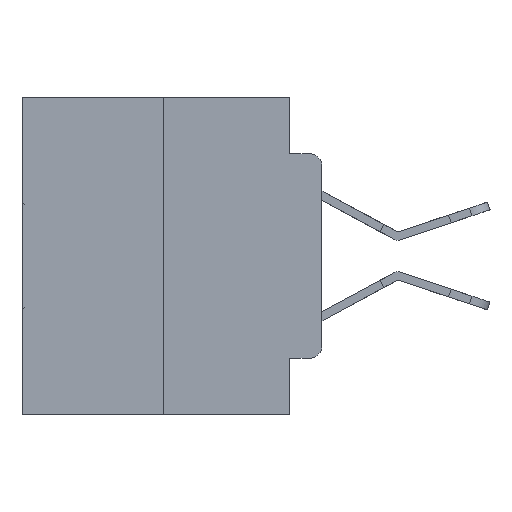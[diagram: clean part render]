
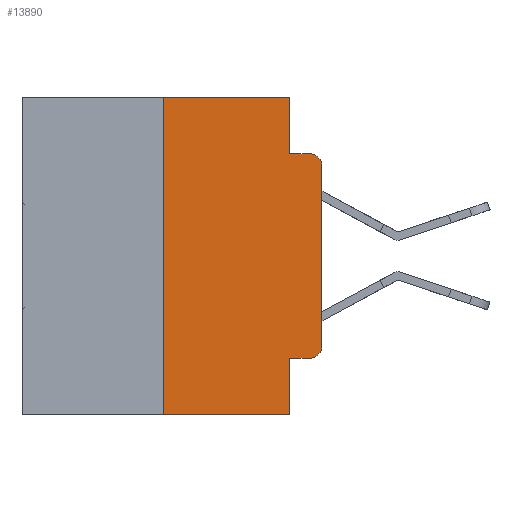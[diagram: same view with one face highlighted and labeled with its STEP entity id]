
A CAD part, left-side view. The second image highlights one B-rep face of the part: STEP entity #13890.
In plain terms, the highlighted planar face has unit normal (-1, 0, 0).
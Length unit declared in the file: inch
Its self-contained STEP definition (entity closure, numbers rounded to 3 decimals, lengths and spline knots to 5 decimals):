
#101 = CARTESIAN_POINT ( 'NONE',  ( 0., 0.25, 0. ) ) ;
#176 = VERTEX_POINT ( 'NONE', #23241 ) ;
#301 = VERTEX_POINT ( 'NONE', #29916 ) ;
#626 = EDGE_CURVE ( 'NONE', #301, #13706, #25218, .T. ) ;
#1028 = LINE ( 'NONE', #27501, #18567 ) ;
#1064 = DIRECTION ( 'NONE',  ( 1., 0., 0. ) ) ;
#1676 = CARTESIAN_POINT ( 'NONE',  ( 0., 0., 0. ) ) ;
#1694 = LINE ( 'NONE', #101, #13682 ) ;
#2259 = VECTOR ( 'NONE', #19426, 39.37008 ) ;
#2307 = EDGE_CURVE ( 'NONE', #29329, #301, #20771, .T. ) ;
#2537 = VECTOR ( 'NONE', #16732, 39.37008 ) ;
#4173 = FACE_OUTER_BOUND ( 'NONE', #7335, .T. ) ;
#4593 = LINE ( 'NONE', #6729, #8738 ) ;
#4809 = ORIENTED_EDGE ( 'NONE', *, *, #25036, .F. ) ;
#5581 = ORIENTED_EDGE ( 'NONE', *, *, #17647, .T. ) ;
#5931 = PLANE ( 'NONE',  #18381 ) ;
#6020 = CARTESIAN_POINT ( 'NONE',  ( 0., 0.051, 0. ) ) ;
#6398 = DIRECTION ( 'NONE',  ( 0., 0., -1. ) ) ;
#6474 = CARTESIAN_POINT ( 'NONE',  ( 0., 0.051, -0.4115 ) ) ;
#6729 = CARTESIAN_POINT ( 'NONE',  ( 0., 0.051, -0.0885 ) ) ;
#6755 = VERTEX_POINT ( 'NONE', #8486 ) ;
#7335 = EDGE_LOOP ( 'NONE', ( #18082, #9320, #21022, #28247, #14806, #25736, #5581, #4809, #8196, #19896 ) ) ;
#8140 = VERTEX_POINT ( 'NONE', #8808 ) ;
#8196 = ORIENTED_EDGE ( 'NONE', *, *, #23496, .T. ) ;
#8351 = CARTESIAN_POINT ( 'NONE',  ( 0., 0.473, 0. ) ) ;
#8486 = CARTESIAN_POINT ( 'NONE',  ( 0., 0.051, -0.4115 ) ) ;
#8685 = VERTEX_POINT ( 'NONE', #27534 ) ;
#8738 = VECTOR ( 'NONE', #22931, 39.37008 ) ;
#8808 = CARTESIAN_POINT ( 'NONE',  ( 0., 0.25, 0. ) ) ;
#8873 = DIRECTION ( 'NONE',  ( 0., -1., 0. ) ) ;
#8878 = DIRECTION ( 'NONE',  ( 0., -1., 0. ) ) ;
#9320 = ORIENTED_EDGE ( 'NONE', *, *, #626, .T. ) ;
#9399 = CARTESIAN_POINT ( 'NONE',  ( 0., 0.02, -0.1085 ) ) ;
#9608 = CARTESIAN_POINT ( 'NONE',  ( 0., 0.02, -0.0885 ) ) ;
#11289 = CARTESIAN_POINT ( 'NONE',  ( 0., 0.02, -0.3915 ) ) ;
#13219 = AXIS2_PLACEMENT_3D ( 'NONE', #9399, #28338, #26848 ) ;
#13399 = CARTESIAN_POINT ( 'NONE',  ( 0., 0.051, 0. ) ) ;
#13532 = CARTESIAN_POINT ( 'NONE',  ( 0., 0., -0.3915 ) ) ;
#13606 = DIRECTION ( 'NONE',  ( 0., 0., -1. ) ) ;
#13682 = VECTOR ( 'NONE', #28511, 39.37008 ) ;
#13706 = VERTEX_POINT ( 'NONE', #9608 ) ;
#13890 = ADVANCED_FACE ( 'NONE', ( #4173 ), #5931, .F. ) ;
#14336 = CARTESIAN_POINT ( 'NONE',  ( 0., 0.051, 0. ) ) ;
#14394 = VECTOR ( 'NONE', #8878, 39.37008 ) ;
#14806 = ORIENTED_EDGE ( 'NONE', *, *, #24213, .F. ) ;
#15395 = CARTESIAN_POINT ( 'NONE',  ( 0., 0.02, -0.4115 ) ) ;
#15441 = LINE ( 'NONE', #13399, #20911 ) ;
#16732 = DIRECTION ( 'NONE',  ( 0., 0., -1. ) ) ;
#17060 = CARTESIAN_POINT ( 'NONE',  ( 0., 0.473, -0.5 ) ) ;
#17647 = EDGE_CURVE ( 'NONE', #19453, #176, #21175, .T. ) ;
#17759 = DIRECTION ( 'NONE',  ( 0., 0., -1. ) ) ;
#18082 = ORIENTED_EDGE ( 'NONE', *, *, #2307, .T. ) ;
#18381 = AXIS2_PLACEMENT_3D ( 'NONE', #8351, #1064, #17759 ) ;
#18567 = VECTOR ( 'NONE', #8873, 39.37008 ) ;
#18587 = VECTOR ( 'NONE', #23012, 39.37008 ) ;
#18693 = AXIS2_PLACEMENT_3D ( 'NONE', #11289, #27533, #13606 ) ;
#19240 = CIRCLE ( 'NONE', #18693, 0.02 ) ;
#19426 = DIRECTION ( 'NONE',  ( 0., -1., 0. ) ) ;
#19453 = VERTEX_POINT ( 'NONE', #21316 ) ;
#19896 = ORIENTED_EDGE ( 'NONE', *, *, #20374, .T. ) ;
#20374 = EDGE_CURVE ( 'NONE', #27446, #29329, #19240, .T. ) ;
#20771 = LINE ( 'NONE', #1676, #18587 ) ;
#20911 = VECTOR ( 'NONE', #6398, 39.37008 ) ;
#21022 = ORIENTED_EDGE ( 'NONE', *, *, #29663, .F. ) ;
#21175 = LINE ( 'NONE', #17060, #2259 ) ;
#21316 = CARTESIAN_POINT ( 'NONE',  ( 0., 0.25, -0.5 ) ) ;
#22931 = DIRECTION ( 'NONE',  ( 0., -1., 0. ) ) ;
#23012 = DIRECTION ( 'NONE',  ( 0., 0., 1. ) ) ;
#23241 = CARTESIAN_POINT ( 'NONE',  ( 0., 0.051, -0.5 ) ) ;
#23496 = EDGE_CURVE ( 'NONE', #6755, #27446, #28417, .T. ) ;
#24213 = EDGE_CURVE ( 'NONE', #8140, #27465, #1028, .T. ) ;
#25036 = EDGE_CURVE ( 'NONE', #6755, #176, #26868, .T. ) ;
#25218 = CIRCLE ( 'NONE', #13219, 0.02 ) ;
#25736 = ORIENTED_EDGE ( 'NONE', *, *, #26605, .F. ) ;
#26605 = EDGE_CURVE ( 'NONE', #19453, #8140, #1694, .T. ) ;
#26848 = DIRECTION ( 'NONE',  ( 0., 0., -1. ) ) ;
#26868 = LINE ( 'NONE', #14336, #2537 ) ;
#27446 = VERTEX_POINT ( 'NONE', #15395 ) ;
#27465 = VERTEX_POINT ( 'NONE', #6020 ) ;
#27501 = CARTESIAN_POINT ( 'NONE',  ( 0., 0.473, 0. ) ) ;
#27533 = DIRECTION ( 'NONE',  ( -1., 0., 0. ) ) ;
#27534 = CARTESIAN_POINT ( 'NONE',  ( 0., 0.051, -0.0885 ) ) ;
#28115 = EDGE_CURVE ( 'NONE', #27465, #8685, #15441, .T. ) ;
#28247 = ORIENTED_EDGE ( 'NONE', *, *, #28115, .F. ) ;
#28338 = DIRECTION ( 'NONE',  ( -1., 0., 0. ) ) ;
#28417 = LINE ( 'NONE', #6474, #14394 ) ;
#28511 = DIRECTION ( 'NONE',  ( 0., 0., 1. ) ) ;
#29329 = VERTEX_POINT ( 'NONE', #13532 ) ;
#29663 = EDGE_CURVE ( 'NONE', #8685, #13706, #4593, .T. ) ;
#29916 = CARTESIAN_POINT ( 'NONE',  ( 0., 0., -0.1085 ) ) ;
